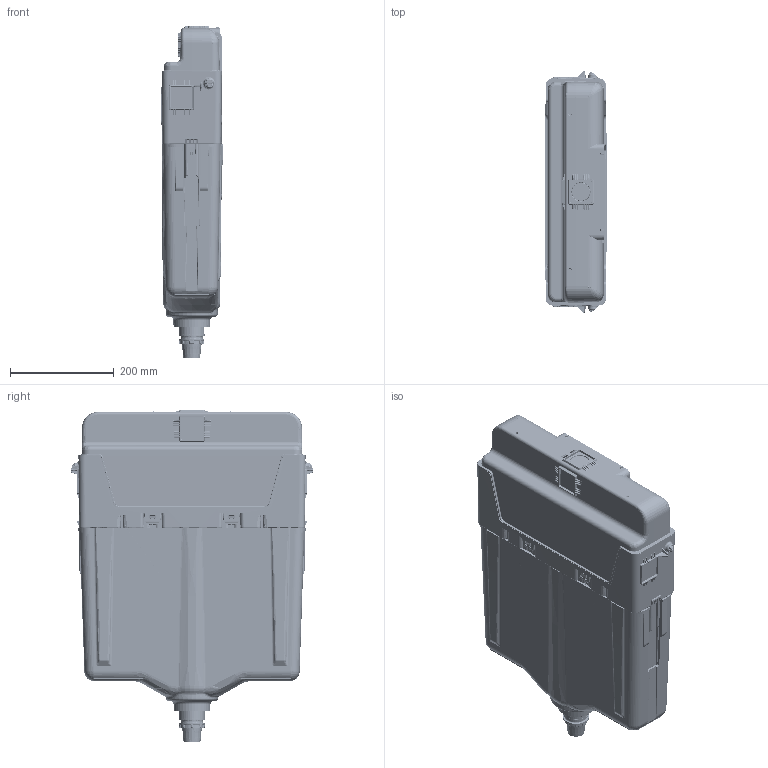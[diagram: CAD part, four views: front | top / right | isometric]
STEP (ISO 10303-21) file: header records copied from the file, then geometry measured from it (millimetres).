
FILE_DESCRIPTION(/* description */ ('AP214 STEP file'),/* implementation_level */ '2;1');
FILE_NAME(/* name */ '38989000_out.stp',/* time_stamp */ '2023-08-21T08:25:59+02:00',/* author */ (''),/* organization */ (''),/* preprocessor_version */ 'ST-DEVELOPER v18.1',/* originating_system */ 'Elysium Co. Ltd. STEP Translator v8.3.0.0',/* authorisation */ '');
FILE_SCHEMA (('AUTOMOTIVE_DESIGN { 1 0 10303 214 3 1 1 }'));
Products named in the file (1): 38989000_extract
Bounding box: 118.29 x 467 x 640.36 mm (x, y, z)
Volume: 23531.5 mm3; surface area: 2311375.2 mm2
Topology: 12 solids, 24 shells, 8025 faces, 21317 edges, 12962 vertices
Faces by surface type: bspline 2742, cylinder 2349, plane 1881, torus 362, sphere 352, cone 310, extrusion 29
Entity records: 360182 total; most frequent: CARTESIAN_POINT 144963, ORIENTED_EDGE 41626, EDGE_CURVE 20623, STYLED_ITEM 16532, VERTEX_POINT 11995, AXIS2_PLACEMENT_3D 9827, B_SPLINE_CURVE_WITH_KNOTS 8780, EDGE_LOOP 8084
